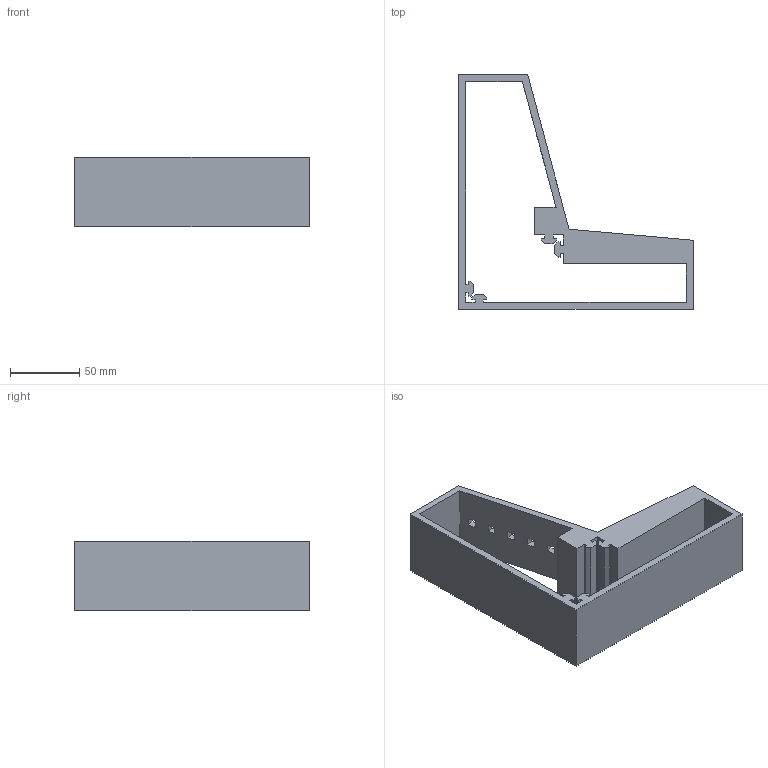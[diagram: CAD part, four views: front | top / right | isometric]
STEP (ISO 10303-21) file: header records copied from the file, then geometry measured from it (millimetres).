
FILE_DESCRIPTION(('FreeCAD Model'),'2;1');
FILE_NAME('Open CASCADE Shape Model','2025-07-12T00:46:44',(''),(''), 'Open CASCADE STEP processor 7.8','FreeCAD','Unknown');
FILE_SCHEMA(('AUTOMOTIVE_DESIGN { 1 0 10303 214 1 1 1 1 }'));
Length unit declared in the file: millimetre
Products named in the file (1): Body001
Bounding box: 170 x 170 x 50 mm (x, y, z)
Volume: 255697.5 mm3; surface area: 79705.8 mm2
Topology: 1 solids, 1 shells, 83 faces, 240 edges, 160 vertices
Faces by surface type: plane 83
Entity records: 2720 total; most frequent: CARTESIAN_POINT 484, ORIENTED_EDGE 480, DIRECTION 408, EDGE_CURVE 240, LINE 240, VECTOR 240, VERTEX_POINT 160, FACE_BOUND 96
